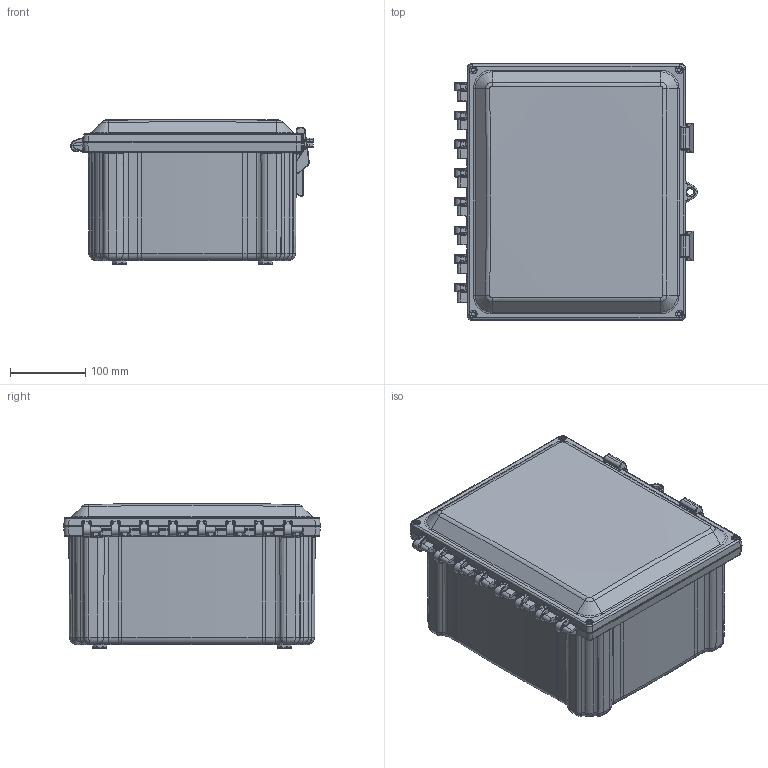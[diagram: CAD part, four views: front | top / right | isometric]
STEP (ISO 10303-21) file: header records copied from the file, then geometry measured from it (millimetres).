
FILE_DESCRIPTION(/* description */ (''),/* implementation_level */ '2;1');
FILE_NAME(/* name */ 'HW-PCC121006CHQR.stp',/* time_stamp */ '2014-04-08T13:47:17-05:00',/* author */ ('jtigges'),/* organization */ (''),/* preprocessor_version */ 'ST-DEVELOPER v15.2',/* originating_system */ 'Autodesk Inventor 2014',/* authorisation */ '');
FILE_SCHEMA (('AUTOMOTIVE_DESIGN { 1 0 10303 214 3 1 1 }'));
Length unit declared in the file: inch
Products named in the file (8): PC1210_BASE; PC1210CC_CVR; PC1210_G; WP1210CU; latch_top; latch_bottom; PCLATCH; PC1210CC_STP
Bounding box: 321.98 x 340.49 x 191.39 mm (x, y, z)
Volume: 1816722.2 mm3; surface area: 946451.1 mm2
Topology: 7 solids, 7 shells, 3649 faces, 8533 edges, 4942 vertices
Faces by surface type: cylinder 1135, bspline 1096, plane 747, torus 378, cone 281, sphere 12
Full cylindrical faces by diameter (mm): 4.953 x4, 5.08 x4, 6.35 x4, 7.938 x12, 8.319 x8, 9.525 x1, 9.906 x4, 11.43 x1
Entity records: 162305 total; most frequent: CARTESIAN_POINT 91860, ORIENTED_EDGE 15288, DIRECTION 13868, EDGE_CURVE 7644, AXIS2_PLACEMENT_3D 5631, VERTEX_POINT 4535, EDGE_LOOP 3661, FACE_OUTER_BOUND 3371
